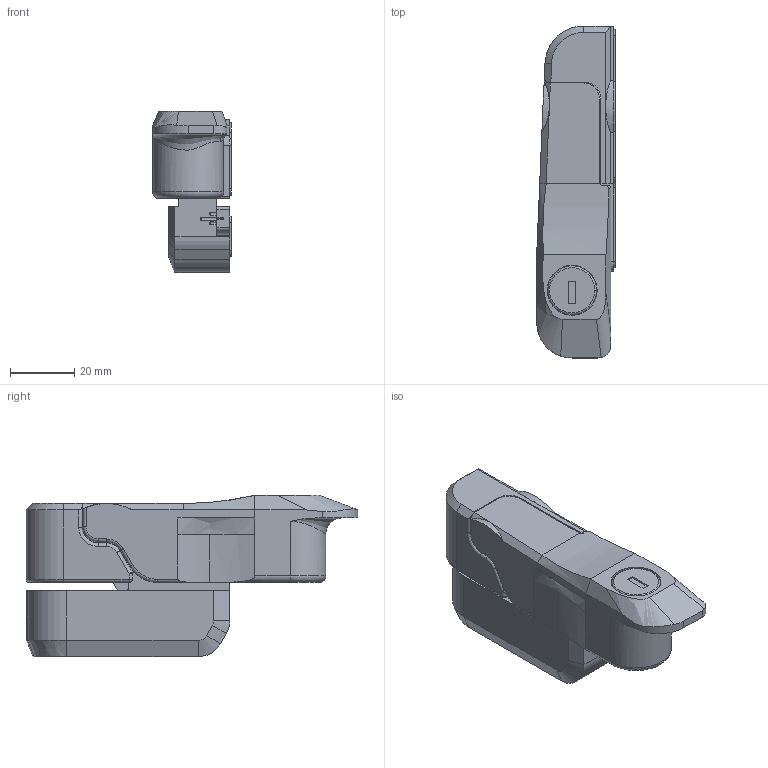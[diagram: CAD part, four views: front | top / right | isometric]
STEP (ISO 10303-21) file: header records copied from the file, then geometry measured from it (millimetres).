
FILE_DESCRIPTION (( 'STEP AP203' ), '1' );
FILE_NAME ('A-458-1_STEP.STEP', '2008-09-18T12:30:57', ( ' ' ), ( ' ' ), 'SwSTEP 2.0', 'SolidWorks 2007', '' );
FILE_SCHEMA (( 'CONFIG_CONTROL_DESIGN' ));
Length unit declared in the file: millimetre
Products named in the file (13): A-458-本体_公; A-458-キャップ; A-458-受け座本体_公; A-458-受け座カバー_公; A-458-受け座パッキン; A-458-1_STEP; A-458-アーム_公; A-458-リンク_公; A-458-ハンドル_公_公開用; A-458-本体パッキン; サッシュ皿M4_M3×8; A-458僟儈乕儘乕僞乕_棉太倌; A-458梡側傋M3_M3亊6
Assembly tree (13 placements, depth 2):
  A-458-1_STEP
    A-458梡側傋M3_M3亊6  x2
    サッシュ皿M4_M3×8
    A-458-リンク_公
    A-458-受け座本体_公
    A-458-本体_公
    A-458-ハンドル_公_公開用
    A-458-受け座カバー_公
    A-458-受け座パッキン
    A-458僟儈乕儘乕僞乕_棉太倌
    A-458-本体パッキン
    A-458-アーム_公
    A-458-キャップ
Bounding box: 24.4 x 103 x 50 mm (x, y, z)
Volume: 48054.4 mm3; surface area: 34461.7 mm2
Topology: 13 solids, 13 shells, 730 faces, 1824 edges, 1151 vertices
Faces by surface type: plane 340, cylinder 223, cone 134, torus 13, bspline 13, sphere 7
Entity records: 23651 total; most frequent: CARTESIAN_POINT 5054, DIRECTION 3730, ORIENTED_EDGE 3512, EDGE_CURVE 1756, AXIS2_PLACEMENT_3D 1341, VERTEX_POINT 1109, LINE 1048, VECTOR 1048
